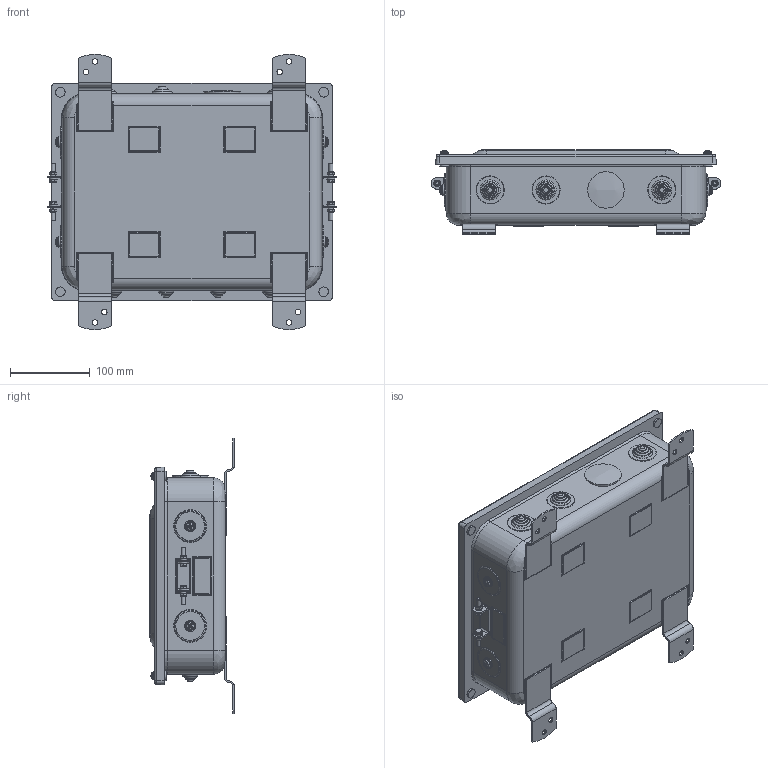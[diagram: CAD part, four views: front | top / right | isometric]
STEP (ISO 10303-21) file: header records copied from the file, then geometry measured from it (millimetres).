
FILE_DESCRIPTION(/* description */ (''),/* implementation_level */ '2;1');
FILE_NAME(/* name */ '',/* time_stamp */ '2025-07-21T15:00:55+07:00',/* author */ ('zeta-72'),/* organization */ (''),/* preprocessor_version */ 'ST-DEVELOPER v19.2',/* originating_system */ 'Autodesk Inventor 2024',/* authorisation */ '');
FILE_SCHEMA (('AUTOMOTIVE_DESIGN { 1 0 10303 214 3 1 1 }'));
Length unit declared in the file: millimetre
Products named in the file (1): ЗЭТА.030.313.000 СБ Коробка 
клеммная КЗНА-48 I
P43_Упростить_1
Bounding box: 363 x 105.5 x 344.62 mm (x, y, z)
Volume: 7384852.7 mm3; surface area: 320505.4 mm2
Topology: 1 solids, 1 shells, 826 faces, 1961 edges, 1230 vertices
Faces by surface type: plane 298, cylinder 248, cone 140, torus 103, bspline 28, sphere 9
Full cylindrical faces by diameter (mm): 5 x8, 6.7 x4, 7 x8, 7.5 x4, 9.5 x3, 10 x8, 11.5 x4, 12 x4, 14 x4, 14.75 x3, 15.5 x4, 19.5 x4, 20 x3, 25.25 x3, 28.217 x4, 35.217 x3, 36 x4, 45.6 x1
Entity records: 26312 total; most frequent: CARTESIAN_POINT 6494, DIRECTION 4084, ORIENTED_EDGE 3898, EDGE_CURVE 1949, AXIS2_PLACEMENT_3D 1688, VERTEX_POINT 1230, EDGE_LOOP 955, STYLED_ITEM 827
